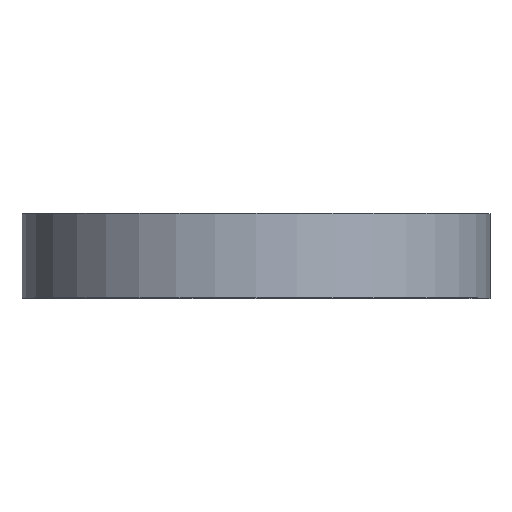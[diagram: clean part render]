
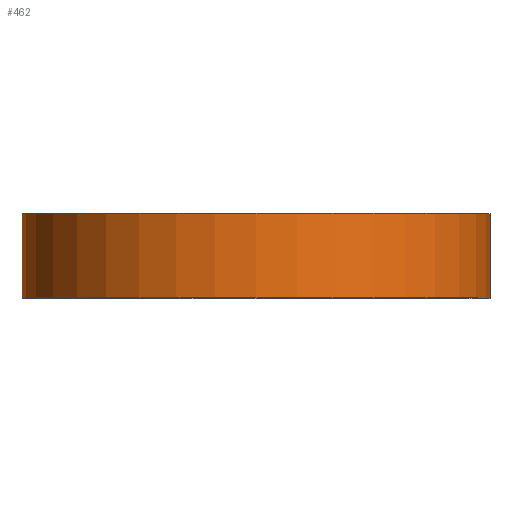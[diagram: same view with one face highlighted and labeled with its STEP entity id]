
A CAD part, top view. The second image highlights one B-rep face of the part: STEP entity #462.
In plain terms, the highlighted cylindrical face has radius 52.807 mm (diameter 105.613 mm), a partial arc.
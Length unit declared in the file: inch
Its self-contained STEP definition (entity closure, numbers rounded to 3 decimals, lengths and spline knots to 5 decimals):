
#2 = AXIS2_PLACEMENT_3D ( 'NONE', #658, #700, #708 ) ;
#13 = LINE ( 'NONE', #297, #27 ) ;
#27 = VECTOR ( 'NONE', #586, 39.37008 ) ;
#76 = CIRCLE ( 'NONE', #2, 2.079 ) ;
#86 = FACE_OUTER_BOUND ( 'NONE', #638, .T. ) ;
#141 = ORIENTED_EDGE ( 'NONE', *, *, #650, .F. ) ;
#142 = VERTEX_POINT ( 'NONE', #298 ) ;
#192 = LINE ( 'NONE', #465, #204 ) ;
#204 = VECTOR ( 'NONE', #513, 39.37008 ) ;
#231 = AXIS2_PLACEMENT_3D ( 'NONE', #632, #645, #463 ) ;
#255 = VERTEX_POINT ( 'NONE', #521 ) ;
#266 = EDGE_CURVE ( 'NONE', #255, #142, #192, .T. ) ;
#297 = CARTESIAN_POINT ( 'NONE',  ( 0., 0.375, -2.079 ) ) ;
#298 = CARTESIAN_POINT ( 'NONE',  ( 2.079, -0.375, 0. ) ) ;
#346 = EDGE_CURVE ( 'NONE', #431, #531, #13, .T. ) ;
#390 = ORIENTED_EDGE ( 'NONE', *, *, #266, .F. ) ;
#431 = VERTEX_POINT ( 'NONE', #595 ) ;
#437 = CYLINDRICAL_SURFACE ( 'NONE', #231, 2.079 ) ;
#449 = AXIS2_PLACEMENT_3D ( 'NONE', #574, #564, #561 ) ;
#452 = CIRCLE ( 'NONE', #449, 2.079 ) ;
#462 = ADVANCED_FACE ( 'NONE', ( #86 ), #437, .T. ) ;
#463 = DIRECTION ( 'NONE',  ( 0., 0., -1. ) ) ;
#465 = CARTESIAN_POINT ( 'NONE',  ( 2.079, 0.375, 0. ) ) ;
#490 = ORIENTED_EDGE ( 'NONE', *, *, #516, .T. ) ;
#513 = DIRECTION ( 'NONE',  ( 0., -1., 0. ) ) ;
#516 = EDGE_CURVE ( 'NONE', #531, #142, #76, .T. ) ;
#521 = CARTESIAN_POINT ( 'NONE',  ( 2.079, 0.375, 0. ) ) ;
#531 = VERTEX_POINT ( 'NONE', #701 ) ;
#539 = ORIENTED_EDGE ( 'NONE', *, *, #346, .T. ) ;
#561 = DIRECTION ( 'NONE',  ( 1., 0., 0. ) ) ;
#564 = DIRECTION ( 'NONE',  ( 0., 1., 0. ) ) ;
#574 = CARTESIAN_POINT ( 'NONE',  ( 0., 0.375, 0. ) ) ;
#586 = DIRECTION ( 'NONE',  ( 0., -1., 0. ) ) ;
#595 = CARTESIAN_POINT ( 'NONE',  ( 0., 0.375, -2.079 ) ) ;
#632 = CARTESIAN_POINT ( 'NONE',  ( 0., 0.375, 0. ) ) ;
#638 = EDGE_LOOP ( 'NONE', ( #490, #390, #141, #539 ) ) ;
#645 = DIRECTION ( 'NONE',  ( 0., -1., 0. ) ) ;
#650 = EDGE_CURVE ( 'NONE', #431, #255, #452, .T. ) ;
#658 = CARTESIAN_POINT ( 'NONE',  ( 0., -0.375, 0. ) ) ;
#700 = DIRECTION ( 'NONE',  ( 0., 1., 0. ) ) ;
#701 = CARTESIAN_POINT ( 'NONE',  ( 0., -0.375, -2.079 ) ) ;
#708 = DIRECTION ( 'NONE',  ( 1., 0., 0. ) ) ;
